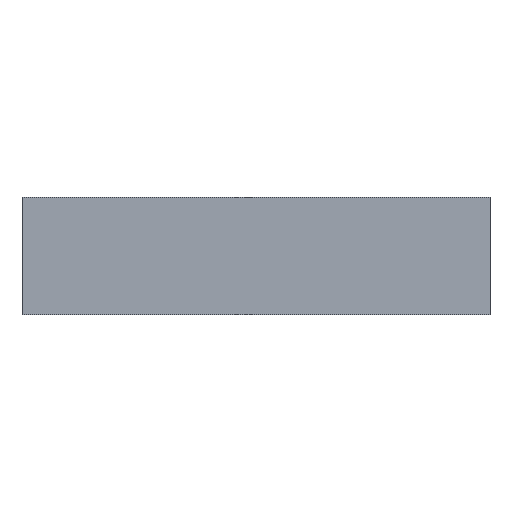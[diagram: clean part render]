
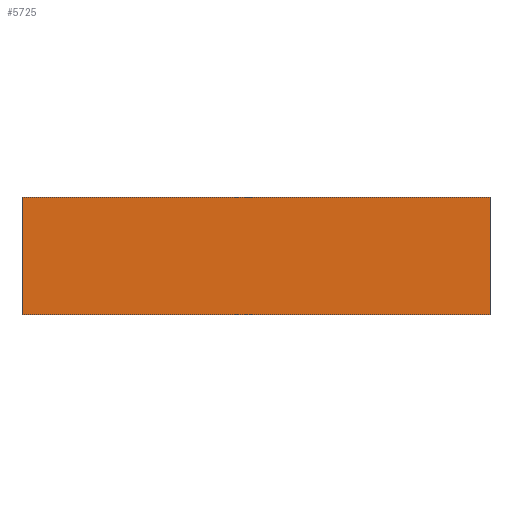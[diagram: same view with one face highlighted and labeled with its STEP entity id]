
A CAD part, front view. The second image highlights one B-rep face of the part: STEP entity #5725.
In plain terms, the highlighted planar face has unit normal (0, -1, 0).
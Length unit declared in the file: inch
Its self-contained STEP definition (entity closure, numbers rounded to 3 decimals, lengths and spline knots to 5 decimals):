
#478=FACE_OUTER_BOUND('',#816,.T.);
#816=EDGE_LOOP('',(#5117,#5118,#5119,#5120));
#1459=LINE('',#9758,#2093);
#1474=LINE('',#9848,#2108);
#1475=LINE('',#9850,#2109);
#1476=LINE('',#9851,#2110);
#2093=VECTOR('',#7067,8.);
#2108=VECTOR('',#7168,2.);
#2109=VECTOR('',#7169,8.);
#2110=VECTOR('',#7170,2.);
#2732=VERTEX_POINT('',#9754);
#2734=VERTEX_POINT('',#9757);
#2766=VERTEX_POINT('',#9847);
#2767=VERTEX_POINT('',#9849);
#3518=EDGE_CURVE('',#2734,#2732,#1459,.T.);
#3557=EDGE_CURVE('',#2766,#2732,#1474,.T.);
#3558=EDGE_CURVE('',#2766,#2767,#1475,.T.);
#3559=EDGE_CURVE('',#2767,#2734,#1476,.T.);
#5117=ORIENTED_EDGE('',*,*,#3518,.T.);
#5118=ORIENTED_EDGE('',*,*,#3557,.F.);
#5119=ORIENTED_EDGE('',*,*,#3558,.T.);
#5120=ORIENTED_EDGE('',*,*,#3559,.T.);
#5434=PLANE('',#6017);
#5725=ADVANCED_FACE('',(#478),#5434,.F.);
#6017=AXIS2_PLACEMENT_3D('',#9846,#7166,#7167);
#7067=DIRECTION('',(-1.,0.,0.));
#7166=DIRECTION('center_axis',(0.,1.,0.));
#7167=DIRECTION('ref_axis',(0.,0.,1.));
#7168=DIRECTION('',(0.,0.,1.));
#7169=DIRECTION('',(1.,0.,0.));
#7170=DIRECTION('',(0.,0.,1.));
#9754=CARTESIAN_POINT('',(0.,0.,2.));
#9757=CARTESIAN_POINT('',(8.,0.,2.));
#9758=CARTESIAN_POINT('',(8.,0.,2.));
#9846=CARTESIAN_POINT('Origin',(0.,0.,2.));
#9847=CARTESIAN_POINT('',(0.,0.,0.));
#9848=CARTESIAN_POINT('',(0.,0.,0.));
#9849=CARTESIAN_POINT('',(8.,0.,0.));
#9850=CARTESIAN_POINT('',(0.,0.,0.));
#9851=CARTESIAN_POINT('',(8.,0.,0.));
